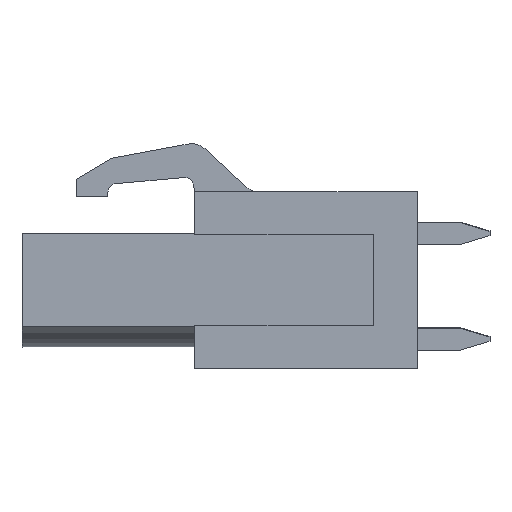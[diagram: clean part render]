
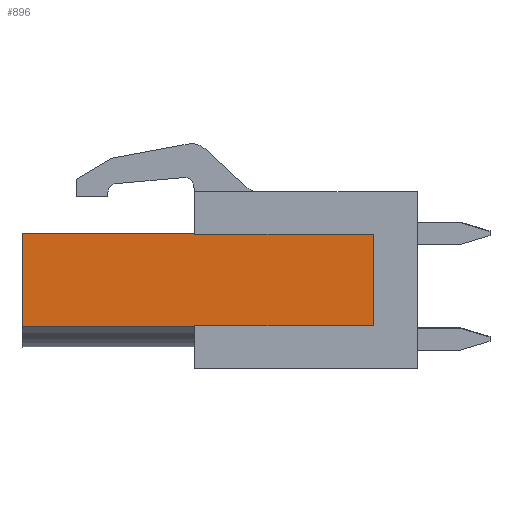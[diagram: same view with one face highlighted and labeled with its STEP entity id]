
A CAD part, front view. The second image highlights one B-rep face of the part: STEP entity #896.
In plain terms, the highlighted planar face has unit normal (0, -1, 0).
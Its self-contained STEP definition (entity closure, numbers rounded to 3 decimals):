
#896 = ADVANCED_FACE( '', ( #2009 ), #2010, .F. );
#2009 = FACE_OUTER_BOUND( '', #3634, .T. );
#2010 = PLANE( '', #3635 );
#3634 = EDGE_LOOP( '', ( #6628, #6629, #6630, #6631, #6632, #6633, #6634, #6635 ) );
#3635 = AXIS2_PLACEMENT_3D( '', #6636, #6637, #6638 );
#6628 = ORIENTED_EDGE( '', *, *, #9514, .F. );
#6629 = ORIENTED_EDGE( '', *, *, #9787, .T. );
#6630 = ORIENTED_EDGE( '', *, *, #9788, .F. );
#6631 = ORIENTED_EDGE( '', *, *, #9666, .F. );
#6632 = ORIENTED_EDGE( '', *, *, #9013, .T. );
#6633 = ORIENTED_EDGE( '', *, *, #9789, .T. );
#6634 = ORIENTED_EDGE( '', *, *, #9649, .F. );
#6635 = ORIENTED_EDGE( '', *, *, #9790, .T. );
#6636 = CARTESIAN_POINT( '', ( -1.2, 1., 4.25 ) );
#6637 = DIRECTION( '', ( 0., 1., 0. ) );
#6638 = DIRECTION( '', ( 0., 0., 1. ) );
#9013 = EDGE_CURVE( '', #10651, #10649, #10652, .T. );
#9514 = EDGE_CURVE( '', #11487, #11483, #11489, .T. );
#9649 = EDGE_CURVE( '', #11690, #11692, #11693, .T. );
#9666 = EDGE_CURVE( '', #10651, #11715, #11716, .T. );
#9787 = EDGE_CURVE( '', #11487, #11894, #11895, .T. );
#9788 = EDGE_CURVE( '', #11715, #11894, #11896, .T. );
#9789 = EDGE_CURVE( '', #10649, #11692, #11897, .T. );
#9790 = EDGE_CURVE( '', #11690, #11483, #11898, .T. );
#10649 = VERTEX_POINT( '', #13003 );
#10651 = VERTEX_POINT( '', #13006 );
#10652 = LINE( '', #13007, #13008 );
#11483 = VERTEX_POINT( '', #14210 );
#11487 = VERTEX_POINT( '', #14216 );
#11489 = LINE( '', #14219, #14220 );
#11690 = VERTEX_POINT( '', #14514 );
#11692 = VERTEX_POINT( '', #14517 );
#11693 = LINE( '', #14518, #14519 );
#11715 = VERTEX_POINT( '', #14553 );
#11716 = LINE( '', #14554, #14555 );
#11894 = VERTEX_POINT( '', #14807 );
#11895 = LINE( '', #14808, #14809 );
#11896 = LINE( '', #14810, #14811 );
#11897 = LINE( '', #14812, #14813 );
#11898 = LINE( '', #14814, #14815 );
#13003 = CARTESIAN_POINT( '', ( -1.2, 1., 2.65 ) );
#13006 = CARTESIAN_POINT( '', ( 7.4, 1., 2.65 ) );
#13007 = CARTESIAN_POINT( '', ( 7.4, 1., 2.65 ) );
#13008 = VECTOR( '', #16065, 1000. );
#14210 = CARTESIAN_POINT( '', ( -9.5, 1., -2.25 ) );
#14216 = CARTESIAN_POINT( '', ( -1.2, 1., -2.25 ) );
#14219 = CARTESIAN_POINT( '', ( -1.2, 1., -2.25 ) );
#14220 = VECTOR( '', #16573, 1000. );
#14514 = CARTESIAN_POINT( '', ( -9.5, 1., 2.25 ) );
#14517 = CARTESIAN_POINT( '', ( -1.2, 1., 2.25 ) );
#14518 = CARTESIAN_POINT( '', ( -1.2, 1., 2.25 ) );
#14519 = VECTOR( '', #16722, 1000. );
#14553 = CARTESIAN_POINT( '', ( 7.4, 1., -2.65 ) );
#14554 = CARTESIAN_POINT( '', ( 7.4, 1., 2.65 ) );
#14555 = VECTOR( '', #16735, 1000. );
#14807 = CARTESIAN_POINT( '', ( -1.2, 1., -2.65 ) );
#14808 = CARTESIAN_POINT( '', ( -1.2, 1., 2.65 ) );
#14809 = VECTOR( '', #16853, 1000. );
#14810 = CARTESIAN_POINT( '', ( 7.4, 1., -2.65 ) );
#14811 = VECTOR( '', #16854, 1000. );
#14812 = CARTESIAN_POINT( '', ( -1.2, 1., 2.65 ) );
#14813 = VECTOR( '', #16855, 1000. );
#14814 = CARTESIAN_POINT( '', ( -9.5, 1., 4.25 ) );
#14815 = VECTOR( '', #16856, 1000. );
#16065 = DIRECTION( '', ( -1., 0., 0. ) );
#16573 = DIRECTION( '', ( -1., 0., 0. ) );
#16722 = DIRECTION( '', ( 1., 0., 0. ) );
#16735 = DIRECTION( '', ( 0., 0., -1. ) );
#16853 = DIRECTION( '', ( 0., 0., -1. ) );
#16854 = DIRECTION( '', ( -1., 0., 0. ) );
#16855 = DIRECTION( '', ( 0., 0., -1. ) );
#16856 = DIRECTION( '', ( 0., 0., -1. ) );
